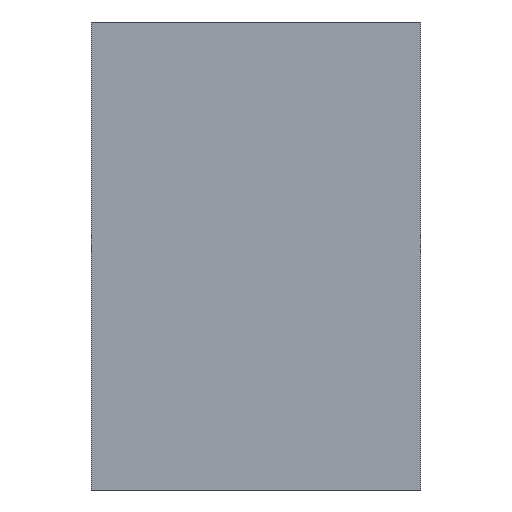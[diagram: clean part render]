
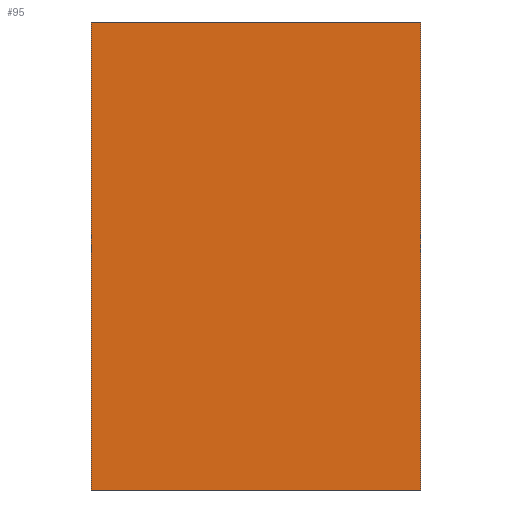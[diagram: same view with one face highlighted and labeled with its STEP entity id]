
A CAD part, left-side view. The second image highlights one B-rep face of the part: STEP entity #95.
In plain terms, the highlighted planar face has unit normal (-1, 0, 0).
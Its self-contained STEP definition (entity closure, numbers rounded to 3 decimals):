
#1=DIRECTION('',(0.,0.,1.));
#2=VECTOR('',#1,64.);
#3=CARTESIAN_POINT('',(-1.,0.,-32.));
#4=LINE('',#3,#2);
#17=DIRECTION('',(0.,1.,0.));
#18=VECTOR('',#17,45.);
#19=CARTESIAN_POINT('',(-1.,0.,-32.));
#20=LINE('',#19,#18);
#29=DIRECTION('',(0.,1.,0.));
#30=VECTOR('',#29,45.);
#31=CARTESIAN_POINT('',(-1.,0.,32.));
#32=LINE('',#31,#30);
#33=DIRECTION('',(0.,0.,1.));
#34=VECTOR('',#33,64.);
#35=CARTESIAN_POINT('',(-1.,45.,-32.));
#36=LINE('',#35,#34);
#49=CARTESIAN_POINT('',(-1.,0.,-32.));
#50=CARTESIAN_POINT('',(-1.,0.,32.));
#51=VERTEX_POINT('',#49);
#52=VERTEX_POINT('',#50);
#57=CARTESIAN_POINT('',(-1.,45.,-32.));
#58=CARTESIAN_POINT('',(-1.,45.,32.));
#59=VERTEX_POINT('',#57);
#60=VERTEX_POINT('',#58);
#81=CARTESIAN_POINT('',(-1.,0.,-32.));
#82=DIRECTION('',(-1.,0.,0.));
#83=DIRECTION('',(0.,0.,1.));
#84=AXIS2_PLACEMENT_3D('',#81,#82,#83);
#85=PLANE('',#84);
#86=ORIENTED_EDGE('',*,*,#70,.F.);
#88=ORIENTED_EDGE('',*,*,#87,.T.);
#90=ORIENTED_EDGE('',*,*,#89,.T.);
#92=ORIENTED_EDGE('',*,*,#91,.F.);
#93=EDGE_LOOP('',(#86,#88,#90,#92));
#94=FACE_OUTER_BOUND('',#93,.F.);
#95=ADVANCED_FACE('',(#94),#85,.T.);
#70=EDGE_CURVE('',#51,#52,#4,.T.);
#87=EDGE_CURVE('',#51,#59,#20,.T.);
#89=EDGE_CURVE('',#59,#60,#36,.T.);
#91=EDGE_CURVE('',#52,#60,#32,.T.);
